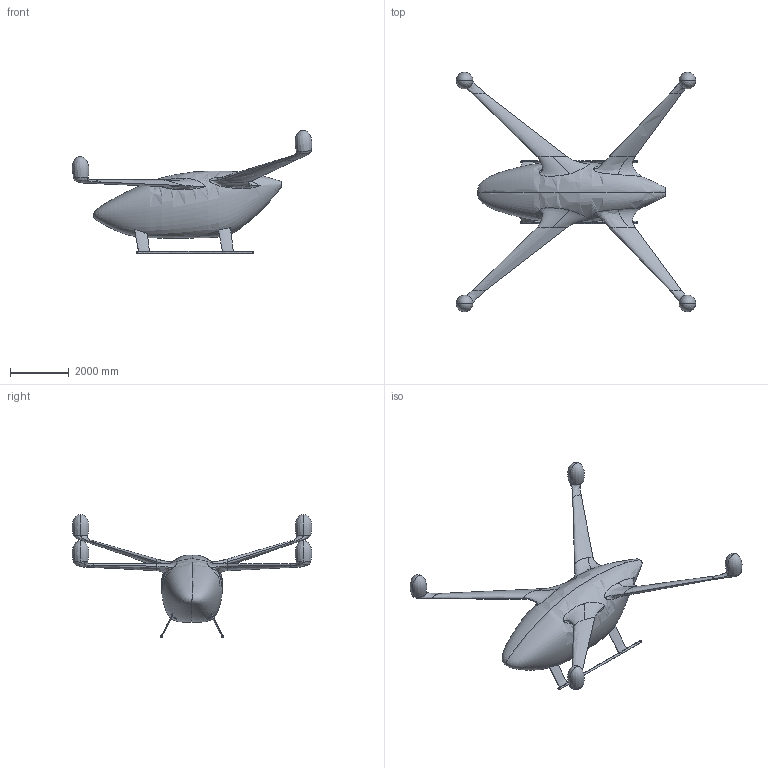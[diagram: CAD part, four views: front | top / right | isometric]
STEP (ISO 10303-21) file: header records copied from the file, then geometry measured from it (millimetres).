
FILE_DESCRIPTION(/* description */ (''),/* implementation_level */ '2;1');
FILE_NAME(/* name */ 'QUADCO~3',/* time_stamp */ '2020-04-17T14:37:56-07:00',/* author */ (''),/* organization */ (''),/* preprocessor_version */ 'ST-DEVELOPER v16.5',/* originating_system */ '',/* authorisation */ '');
FILE_SCHEMA (('AUTOMOTIVE_DESIGN'));
Length unit declared in the file: foot
Products named in the file (1): Document
Bounding box: 8155.74 x 8152.85 x 4193.02 mm (x, y, z)
Volume: 17331431651.8 mm3; surface area: 63504878.4 mm2
Topology: 1 solids, 1 shells, 60 faces, 155 edges, 83 vertices
Faces by surface type: bspline 58, plane 2
Entity records: 45227 total; most frequent: CARTESIAN_POINT 44361, ORIENTED_EDGE 274, EDGE_CURVE 137, B_SPLINE_CURVE_WITH_KNOTS 105, VERTEX_POINT 83, EDGE_LOOP 68, ADVANCED_FACE 60, FACE_OUTER_BOUND 60
